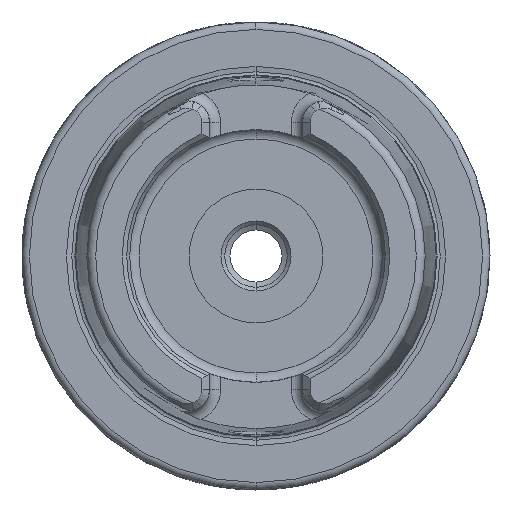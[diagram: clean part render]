
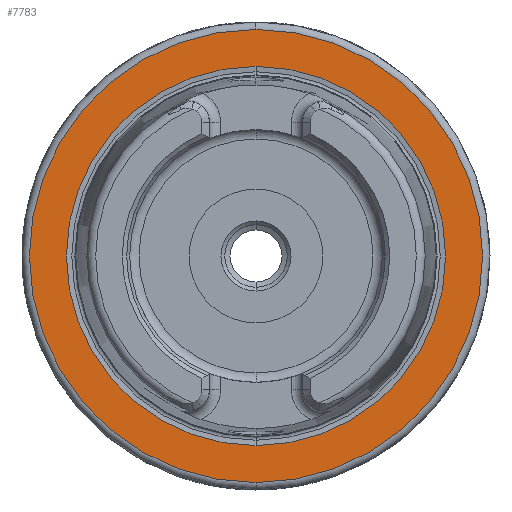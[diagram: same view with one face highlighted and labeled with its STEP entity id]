
A CAD part, left-side view. The second image highlights one B-rep face of the part: STEP entity #7783.
In plain terms, the highlighted planar face has unit normal (-1, 0, 0).
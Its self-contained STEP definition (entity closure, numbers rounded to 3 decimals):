
#122 = DIRECTION ( 'NONE',  ( -1., 0., 0. ) ) ;
#152 = DIRECTION ( 'NONE',  ( 1., 0., 0. ) ) ;
#257 = CIRCLE ( 'NONE', #5173, 30.5 ) ;
#295 = AXIS2_PLACEMENT_3D ( 'NONE', #4415, #152, #5080 ) ;
#342 = AXIS2_PLACEMENT_3D ( 'NONE', #4389, #122, #5050 ) ;
#673 = DIRECTION ( 'NONE',  ( 0., 0., -1. ) ) ;
#850 = EDGE_CURVE ( 'NONE', #7393, #5596, #257, .T. ) ;
#1713 = AXIS2_PLACEMENT_3D ( 'NONE', #8832, #4905, #673 ) ;
#2086 = PLANE ( 'NONE',  #8433 ) ;
#2164 = CARTESIAN_POINT ( 'NONE',  ( -49., 0., -30.5 ) ) ;
#2592 = ORIENTED_EDGE ( 'NONE', *, *, #850, .T. ) ;
#2832 = DIRECTION ( 'NONE',  ( 0., 0., -1. ) ) ;
#3033 = FACE_OUTER_BOUND ( 'NONE', #5305, .T. ) ;
#3049 = FACE_BOUND ( 'NONE', #5040, .T. ) ;
#3723 = ORIENTED_EDGE ( 'NONE', *, *, #6253, .T. ) ;
#3951 = DIRECTION ( 'NONE',  ( 0., 0., -1. ) ) ;
#3959 = DIRECTION ( 'NONE',  ( -1., 0., 0. ) ) ;
#3977 = CARTESIAN_POINT ( 'NONE',  ( -49., 0., 0. ) ) ;
#4389 = CARTESIAN_POINT ( 'NONE',  ( -49., 0., 0. ) ) ;
#4410 = CIRCLE ( 'NONE', #295, 25.521 ) ;
#4415 = CARTESIAN_POINT ( 'NONE',  ( -49., 0., 0. ) ) ;
#4428 = CIRCLE ( 'NONE', #342, 30.5 ) ;
#4905 = DIRECTION ( 'NONE',  ( 1., 0., 0. ) ) ;
#4925 = CARTESIAN_POINT ( 'NONE',  ( -49., 31.5, 0. ) ) ;
#5026 = EDGE_CURVE ( 'NONE', #6744, #5755, #5127, .T. ) ;
#5040 = EDGE_LOOP ( 'NONE', ( #6177, #3723 ) ) ;
#5050 = DIRECTION ( 'NONE',  ( 0., 0., -1. ) ) ;
#5080 = DIRECTION ( 'NONE',  ( 0., 0., -1. ) ) ;
#5127 = CIRCLE ( 'NONE', #1713, 25.521 ) ;
#5173 = AXIS2_PLACEMENT_3D ( 'NONE', #3977, #3959, #3951 ) ;
#5305 = EDGE_LOOP ( 'NONE', ( #7454, #2592 ) ) ;
#5596 = VERTEX_POINT ( 'NONE', #2164 ) ;
#5755 = VERTEX_POINT ( 'NONE', #7863 ) ;
#6177 = ORIENTED_EDGE ( 'NONE', *, *, #5026, .T. ) ;
#6223 = EDGE_CURVE ( 'NONE', #5596, #7393, #4428, .T. ) ;
#6253 = EDGE_CURVE ( 'NONE', #5755, #6744, #4410, .T. ) ;
#6312 = CARTESIAN_POINT ( 'NONE',  ( -49., 0., 30.5 ) ) ;
#6691 = CARTESIAN_POINT ( 'NONE',  ( -49., 0., 25.521 ) ) ;
#6744 = VERTEX_POINT ( 'NONE', #6691 ) ;
#6852 = DIRECTION ( 'NONE',  ( 1., 0., 0. ) ) ;
#7393 = VERTEX_POINT ( 'NONE', #6312 ) ;
#7454 = ORIENTED_EDGE ( 'NONE', *, *, #6223, .T. ) ;
#7783 = ADVANCED_FACE ( 'NONE', ( #3033, #3049 ), #2086, .F. ) ;
#7863 = CARTESIAN_POINT ( 'NONE',  ( -49., 0., -25.521 ) ) ;
#8433 = AXIS2_PLACEMENT_3D ( 'NONE', #4925, #6852, #2832 ) ;
#8832 = CARTESIAN_POINT ( 'NONE',  ( -49., 0., 0. ) ) ;
